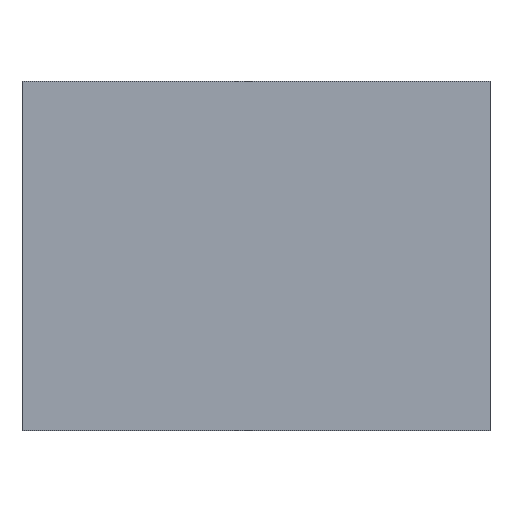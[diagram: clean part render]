
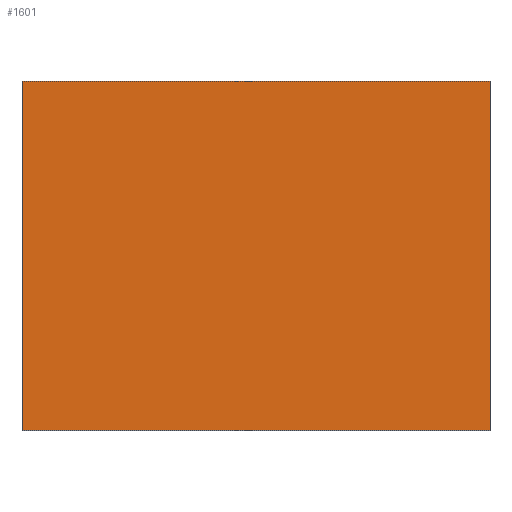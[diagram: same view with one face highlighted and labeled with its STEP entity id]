
A CAD part, top view. The second image highlights one B-rep face of the part: STEP entity #1601.
In plain terms, the highlighted planar face has unit normal (0, 0, 1).
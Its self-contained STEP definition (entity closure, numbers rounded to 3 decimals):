
#119=FACE_OUTER_BOUND($,#205,.T.);
#205=EDGE_LOOP($,(#1430,#1431,#1432,#1433));
#411=LINE($,#2547,#623);
#414=LINE($,#2553,#626);
#416=LINE($,#2556,#628);
#417=LINE($,#2558,#629);
#623=VECTOR($,#2094,2.2);
#626=VECTOR($,#2099,2.2);
#628=VECTOR($,#2103,2.95);
#629=VECTOR($,#2106,2.95);
#770=VERTEX_POINT($,#2544);
#771=VERTEX_POINT($,#2546);
#772=VERTEX_POINT($,#2550);
#773=VERTEX_POINT($,#2552);
#987=EDGE_CURVE($,#770,#771,#411,.T.);
#990=EDGE_CURVE($,#772,#773,#414,.T.);
#992=EDGE_CURVE($,#773,#770,#416,.T.);
#993=EDGE_CURVE($,#771,#772,#417,.T.);
#1430=ORIENTED_EDGE($,*,*,#990,.F.);
#1431=ORIENTED_EDGE($,*,*,#993,.F.);
#1432=ORIENTED_EDGE($,*,*,#987,.F.);
#1433=ORIENTED_EDGE($,*,*,#992,.F.);
#1515=PLANE($,#1706);
#1601=ADVANCED_FACE($,(#119),#1515,.T.);
#1706=AXIS2_PLACEMENT_3D($,#2559,#2107,#2108);
#2094=DIRECTION($,(0.,-1.,0.));
#2099=DIRECTION($,(0.,1.,0.));
#2103=DIRECTION($,(1.,0.,0.));
#2106=DIRECTION($,(-1.,0.,0.));
#2107=DIRECTION('center_axis',(0.,0.,1.));
#2108=DIRECTION('ref_axis',(1.,0.,0.));
#2544=CARTESIAN_POINT('',(1.475,1.1,1.4));
#2546=CARTESIAN_POINT('',(1.475,-1.1,1.4));
#2547=CARTESIAN_POINT($,(1.475,1.1,1.4));
#2550=CARTESIAN_POINT('',(-1.475,-1.1,1.4));
#2552=CARTESIAN_POINT('',(-1.475,1.1,1.4));
#2553=CARTESIAN_POINT($,(-1.475,-1.1,1.4));
#2556=CARTESIAN_POINT($,(-1.475,1.1,1.4));
#2558=CARTESIAN_POINT($,(1.475,-1.1,1.4));
#2559=CARTESIAN_POINT('Origin',(0.,0.,1.4));
